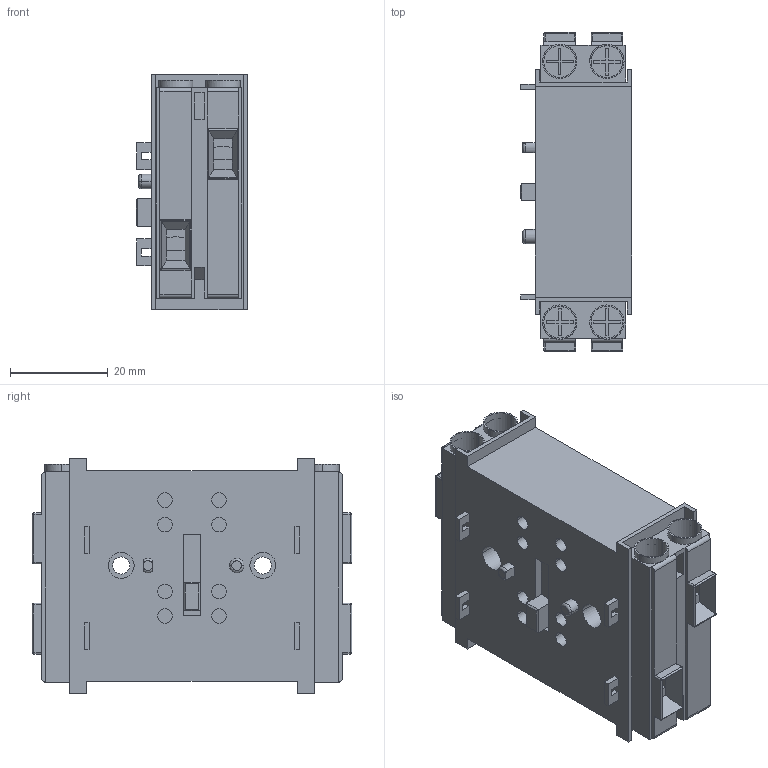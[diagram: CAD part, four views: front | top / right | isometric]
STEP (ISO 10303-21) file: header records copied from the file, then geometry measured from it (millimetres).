
FILE_DESCRIPTION((''),'2;1');
FILE_NAME('VZ20','2018-03-30T',('SESA468396'),('Schneider-Electric'),'PRO/ENGINEER BY PARAMETRIC TECHNOLOGY CORPORATION, 2015440','PRO/ENGINEER BY PARAMETRIC TECHNOLOGY CORPORATION, 2015440','');
FILE_SCHEMA(('CONFIG_CONTROL_DESIGN'));
Length unit declared in the file: millimetre
Products named in the file (1): VZ20
Bounding box: 22.7 x 65.2 x 48.15 mm (x, y, z)
Volume: 47309.7 mm3; surface area: 14592.4 mm2
Topology: 1 solids, 1 shells, 366 faces, 900 edges, 568 vertices
Faces by surface type: plane 254, cylinder 92, sphere 16, torus 4
Entity records: 10722 total; most frequent: CARTESIAN_POINT 1862, DIRECTION 1830, ORIENTED_EDGE 1800, EDGE_CURVE 900, VECTOR 698, LINE 698, VERTEX_POINT 568, AXIS2_PLACEMENT_3D 566
